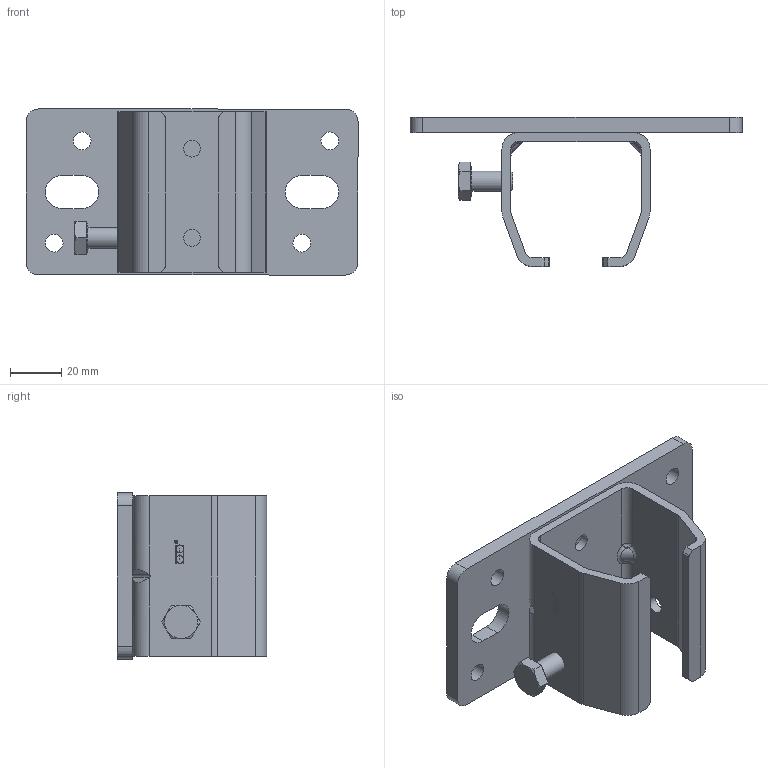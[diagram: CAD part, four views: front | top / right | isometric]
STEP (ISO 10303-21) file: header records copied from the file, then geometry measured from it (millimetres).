
FILE_DESCRIPTION((''),'2;1');
FILE_NAME('9048H.stp','2013-10-01T09:18:48',('Giuliano'),(''),'Autodesk Inventor 2013','Autodesk Inventor 2013','');
FILE_SCHEMA(('AUTOMOTIVE_DESIGN { 1 0 10303 214 1 1 1 1 }'));
Length unit declared in the file: millimetre
Products named in the file (5): 9048H; 9048HN; 15699; 15696; 04516
Assembly tree (4 placements, depth 3):
  9048H
    9048HN
      15699
      15696
    04516
Bounding box: 130 x 58.5 x 65 mm (x, y, z)
Volume: 85294.8 mm3; surface area: 42958.1 mm2
Topology: 3 solids, 3 shells, 289 faces, 748 edges, 493 vertices
Faces by surface type: plane 153, cylinder 66, bspline 60, cone 7, sphere 3
Full cylindrical faces by diameter (mm): 1.151 x1, 1.25 x1, 1.534 x1, 1.666 x1, 6.647 x4, 7 x4, 8 x1, 11.63 x1
Entity records: 9483 total; most frequent: CARTESIAN_POINT 2615, ORIENTED_EDGE 1442, DIRECTION 1231, EDGE_CURVE 721, VERTEX_POINT 484, VECTOR 439, LINE 439, AXIS2_PLACEMENT_3D 396
